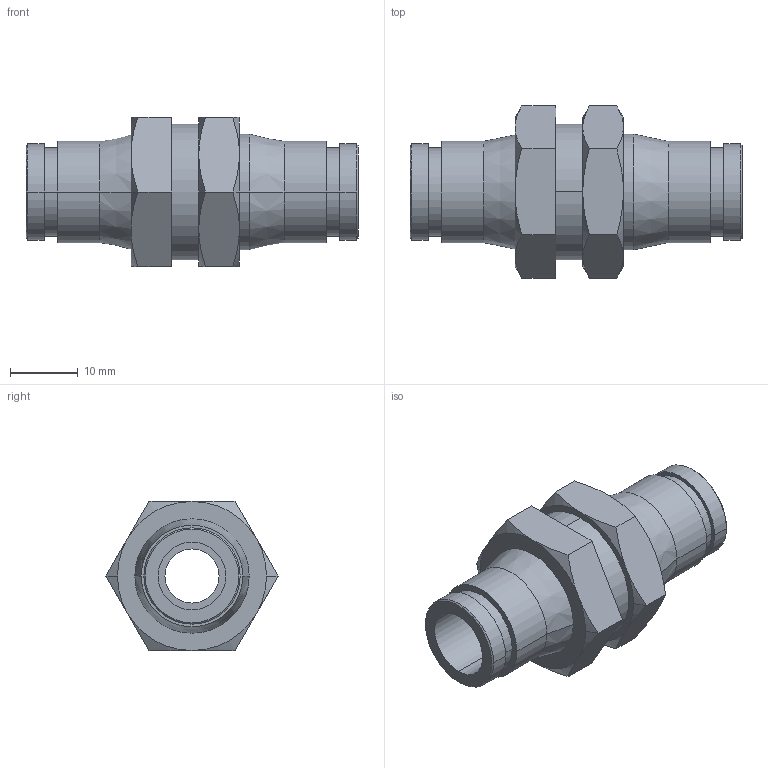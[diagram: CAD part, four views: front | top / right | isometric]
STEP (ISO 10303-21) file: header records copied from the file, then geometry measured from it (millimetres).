
FILE_DESCRIPTION(('STEP AP214'),'1');
FILE_NAME('3816_10_00.stp','2016-07-07T14:27:28',('TraceParts'),('TraceParts S.A.'),'Spatial InterOp 3D',' ',' ');
FILE_SCHEMA(('automotive_design'));
Length unit declared in the file: millimetre
Products named in the file (2): 1; 2
Bounding box: 49 x 25.4 x 22 mm (x, y, z)
Volume: 8685.1 mm3; surface area: 5853.3 mm2
Topology: 2 solids, 2 shells, 89 faces, 188 edges, 110 vertices
Faces by surface type: cone 42, cylinder 24, plane 23
Entity records: 2434 total; most frequent: CARTESIAN_POINT 533, DIRECTION 420, ORIENTED_EDGE 376, EDGE_CURVE 188, AXIS2_PLACEMENT_3D 177, VERTEX_POINT 110, EDGE_LOOP 100, ADVANCED_FACE 89
